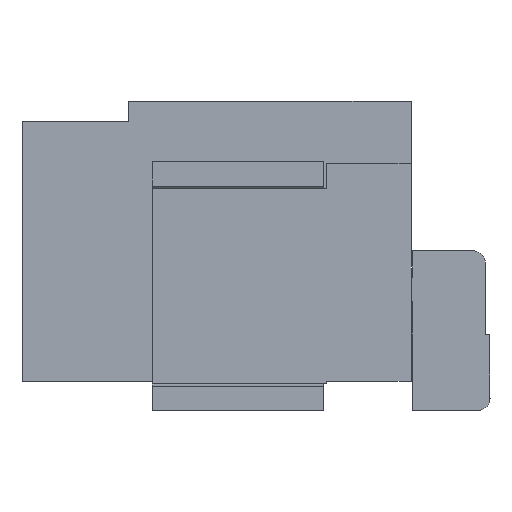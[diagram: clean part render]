
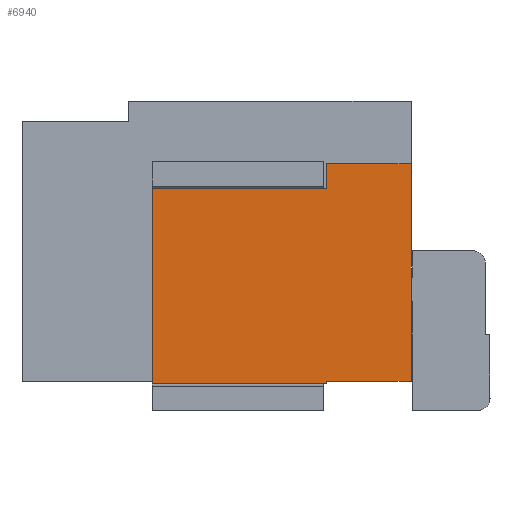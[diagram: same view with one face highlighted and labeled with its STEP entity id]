
A CAD part, left-side view. The second image highlights one B-rep face of the part: STEP entity #6940.
In plain terms, the highlighted planar face has unit normal (-1, 0, 0).
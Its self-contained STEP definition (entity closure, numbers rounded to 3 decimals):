
#1486=ORIENTED_EDGE('',*,*,#2598,.F.);
#1487=ORIENTED_EDGE('',*,*,#3012,.F.);
#1488=ORIENTED_EDGE('',*,*,#3013,.T.);
#1489=ORIENTED_EDGE('',*,*,#3014,.F.);
#1490=ORIENTED_EDGE('',*,*,#3015,.F.);
#1491=ORIENTED_EDGE('',*,*,#3016,.T.);
#1492=ORIENTED_EDGE('',*,*,#3017,.T.);
#1493=ORIENTED_EDGE('',*,*,#2619,.T.);
#2598=EDGE_CURVE('',#3580,#3581,#4263,.T.);
#2619=EDGE_CURVE('',#3598,#3581,#4284,.T.);
#3012=EDGE_CURVE('',#3842,#3580,#4649,.T.);
#3013=EDGE_CURVE('',#3842,#3843,#4650,.T.);
#3014=EDGE_CURVE('',#3844,#3843,#4651,.T.);
#3015=EDGE_CURVE('',#3845,#3844,#4652,.T.);
#3016=EDGE_CURVE('',#3845,#3846,#4653,.T.);
#3017=EDGE_CURVE('',#3846,#3598,#4654,.T.);
#3580=VERTEX_POINT('',#12121);
#3581=VERTEX_POINT('',#12123);
#3598=VERTEX_POINT('',#12162);
#3842=VERTEX_POINT('',#12958);
#3843=VERTEX_POINT('',#12962);
#3844=VERTEX_POINT('',#12964);
#3845=VERTEX_POINT('',#12966);
#3846=VERTEX_POINT('',#12968);
#4263=LINE('',#12122,#4956);
#4284=LINE('',#12161,#4977);
#4649=LINE('',#12959,#5342);
#4650=LINE('',#12961,#5343);
#4651=LINE('',#12963,#5344);
#4652=LINE('',#12965,#5345);
#4653=LINE('',#12967,#5346);
#4654=LINE('',#12969,#5347);
#4956=VECTOR('',#10521,1000.);
#4977=VECTOR('',#10544,1000.);
#5342=VECTOR('',#11285,1000.);
#5343=VECTOR('',#11288,1000.);
#5344=VECTOR('',#11289,1000.);
#5345=VECTOR('',#11290,1000.);
#5346=VECTOR('',#11291,1000.);
#5347=VECTOR('',#11292,1000.);
#5733=EDGE_LOOP('',(#1486,#1487,#1488,#1489,#1490,#1491,#1492,#1493));
#6172=FACE_BOUND('',#5733,.T.);
#6575=PLANE('',#10104);
#6940=ADVANCED_FACE('',(#6172),#6575,.T.);
#10104=AXIS2_PLACEMENT_3D('',#12960,#11286,#11287);
#10521=DIRECTION('',(0.,0.,-1.));
#10544=DIRECTION('',(0.,-1.,0.));
#11285=DIRECTION('',(0.,-1.,0.));
#11286=DIRECTION('',(-1.,0.,0.));
#11287=DIRECTION('',(0.,0.,1.));
#11288=DIRECTION('',(0.,0.,-1.));
#11289=DIRECTION('',(0.,-1.,0.));
#11290=DIRECTION('',(0.,0.,1.));
#11291=DIRECTION('',(0.,-1.,0.));
#11292=DIRECTION('',(0.,0.,1.));
#12121=CARTESIAN_POINT('',(-7.039,0.457,2.823));
#12122=CARTESIAN_POINT('',(-7.039,0.457,2.823));
#12123=CARTESIAN_POINT('',(-7.039,0.457,0.334));
#12161=CARTESIAN_POINT('',(-7.039,1.422,0.334));
#12162=CARTESIAN_POINT('',(-7.039,1.422,0.334));
#12958=CARTESIAN_POINT('',(-7.039,1.422,2.823));
#12959=CARTESIAN_POINT('',(-7.039,1.422,2.823));
#12960=CARTESIAN_POINT('',(-7.039,1.422,2.823));
#12961=CARTESIAN_POINT('',(-7.039,1.422,2.823));
#12962=CARTESIAN_POINT('',(-7.039,1.422,2.54));
#12963=CARTESIAN_POINT('',(-7.039,3.416,2.54));
#12964=CARTESIAN_POINT('',(-7.039,3.416,2.54));
#12965=CARTESIAN_POINT('',(-7.039,3.416,2.54));
#12966=CARTESIAN_POINT('',(-7.039,3.416,0.305));
#12967=CARTESIAN_POINT('',(-7.039,3.416,0.305));
#12968=CARTESIAN_POINT('',(-7.039,1.422,0.305));
#12969=CARTESIAN_POINT('',(-7.039,1.422,2.54));
